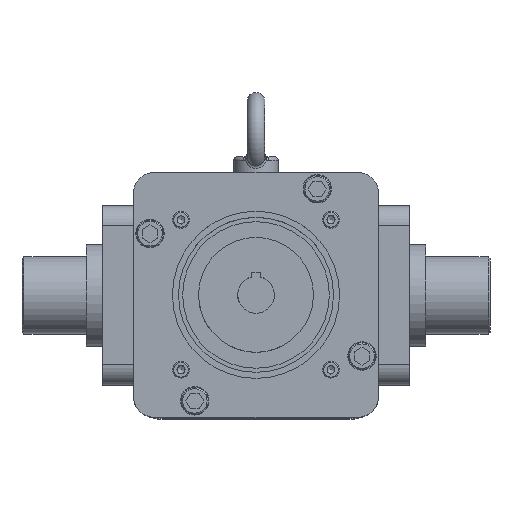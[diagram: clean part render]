
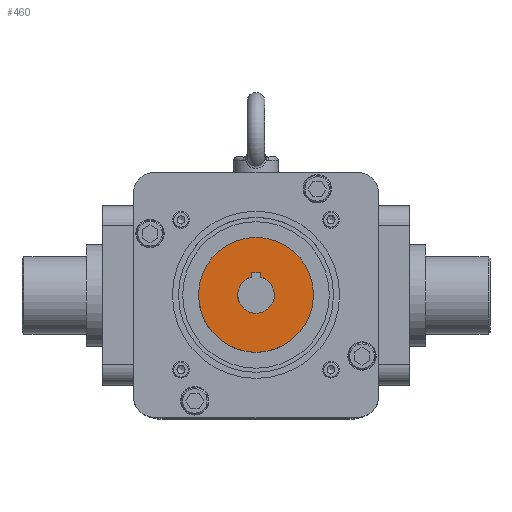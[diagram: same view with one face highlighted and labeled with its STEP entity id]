
A CAD part, top view. The second image highlights one B-rep face of the part: STEP entity #460.
In plain terms, the highlighted planar face has unit normal (0, 0, 1).
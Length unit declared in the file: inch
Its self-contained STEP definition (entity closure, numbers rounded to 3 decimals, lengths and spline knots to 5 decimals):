
#360 = DIRECTION ( 'NONE',  ( 1., 0., 0. ) ) ;
#414 = VERTEX_POINT ( 'NONE', #19904 ) ;
#460 = ADVANCED_FACE ( 'NONE', ( #3959, #16493 ), #22496, .F. ) ;
#522 = CIRCLE ( 'NONE', #16059, 1.76 ) ;
#1217 = VERTEX_POINT ( 'NONE', #20808 ) ;
#1955 = DIRECTION ( 'NONE',  ( 0., 1., 0. ) ) ;
#2019 = CARTESIAN_POINT ( 'NONE',  ( 0., 0.35938, 15.1369 ) ) ;
#3127 = ORIENTED_EDGE ( 'NONE', *, *, #9963, .F. ) ;
#3959 = FACE_BOUND ( 'NONE', #19964, .T. ) ;
#4085 = EDGE_CURVE ( 'NONE', #12831, #414, #10545, .T. ) ;
#4429 = ORIENTED_EDGE ( 'NONE', *, *, #16464, .F. ) ;
#4700 = DIRECTION ( 'NONE',  ( 0., -1., 0. ) ) ;
#6467 = ORIENTED_EDGE ( 'NONE', *, *, #4085, .F. ) ;
#6539 = CARTESIAN_POINT ( 'NONE',  ( -0.125, 0.6735, 15.1369 ) ) ;
#7370 = DIRECTION ( 'NONE',  ( -1., 0., 0. ) ) ;
#8954 = ORIENTED_EDGE ( 'NONE', *, *, #10521, .F. ) ;
#9006 = CARTESIAN_POINT ( 'NONE',  ( 0.125, 0.6735, 15.1369 ) ) ;
#9655 = VECTOR ( 'NONE', #4700, 39.37008 ) ;
#9729 = CARTESIAN_POINT ( 'NONE',  ( 0., 0., 15.1369 ) ) ;
#9963 = EDGE_CURVE ( 'NONE', #414, #1217, #11200, .T. ) ;
#10204 = DIRECTION ( 'NONE',  ( -1., 0., 0. ) ) ;
#10464 = VERTEX_POINT ( 'NONE', #6539 ) ;
#10521 = EDGE_CURVE ( 'NONE', #10464, #12831, #21053, .T. ) ;
#10534 = VERTEX_POINT ( 'NONE', #19681 ) ;
#10545 = CIRCLE ( 'NONE', #10953, 0.5625 ) ;
#10920 = VECTOR ( 'NONE', #10204, 39.37008 ) ;
#10953 = AXIS2_PLACEMENT_3D ( 'NONE', #9729, #17038, #360 ) ;
#11200 = LINE ( 'NONE', #9006, #11973 ) ;
#11806 = CARTESIAN_POINT ( 'NONE',  ( -0.125, 0.6735, 15.1369 ) ) ;
#11973 = VECTOR ( 'NONE', #1955, 39.37008 ) ;
#12831 = VERTEX_POINT ( 'NONE', #23692 ) ;
#13171 = DIRECTION ( 'NONE',  ( 0., 0., 1. ) ) ;
#15554 = CARTESIAN_POINT ( 'NONE',  ( -0.125, 0.6735, 15.1369 ) ) ;
#16059 = AXIS2_PLACEMENT_3D ( 'NONE', #18419, #13171, #20627 ) ;
#16464 = EDGE_CURVE ( 'NONE', #1217, #10464, #17282, .T. ) ;
#16493 = FACE_OUTER_BOUND ( 'NONE', #19475, .T. ) ;
#17038 = DIRECTION ( 'NONE',  ( 0., 0., 1. ) ) ;
#17223 = ORIENTED_EDGE ( 'NONE', *, *, #19806, .T. ) ;
#17282 = LINE ( 'NONE', #11806, #10920 ) ;
#18419 = CARTESIAN_POINT ( 'NONE',  ( 0., 0., 15.1369 ) ) ;
#18709 = DIRECTION ( 'NONE',  ( 0., 0., -1. ) ) ;
#19475 = EDGE_LOOP ( 'NONE', ( #17223 ) ) ;
#19681 = CARTESIAN_POINT ( 'NONE',  ( 1.76, 0., 15.1369 ) ) ;
#19806 = EDGE_CURVE ( 'NONE', #10534, #10534, #522, .T. ) ;
#19904 = CARTESIAN_POINT ( 'NONE',  ( 0.125, 0.54844, 15.1369 ) ) ;
#19964 = EDGE_LOOP ( 'NONE', ( #6467, #8954, #4429, #3127 ) ) ;
#20627 = DIRECTION ( 'NONE',  ( 1., 0., 0. ) ) ;
#20808 = CARTESIAN_POINT ( 'NONE',  ( 0.125, 0.6735, 15.1369 ) ) ;
#21053 = LINE ( 'NONE', #15554, #9655 ) ;
#21648 = AXIS2_PLACEMENT_3D ( 'NONE', #2019, #18709, #7370 ) ;
#22496 = PLANE ( 'NONE',  #21648 ) ;
#23692 = CARTESIAN_POINT ( 'NONE',  ( -0.125, 0.54844, 15.1369 ) ) ;
